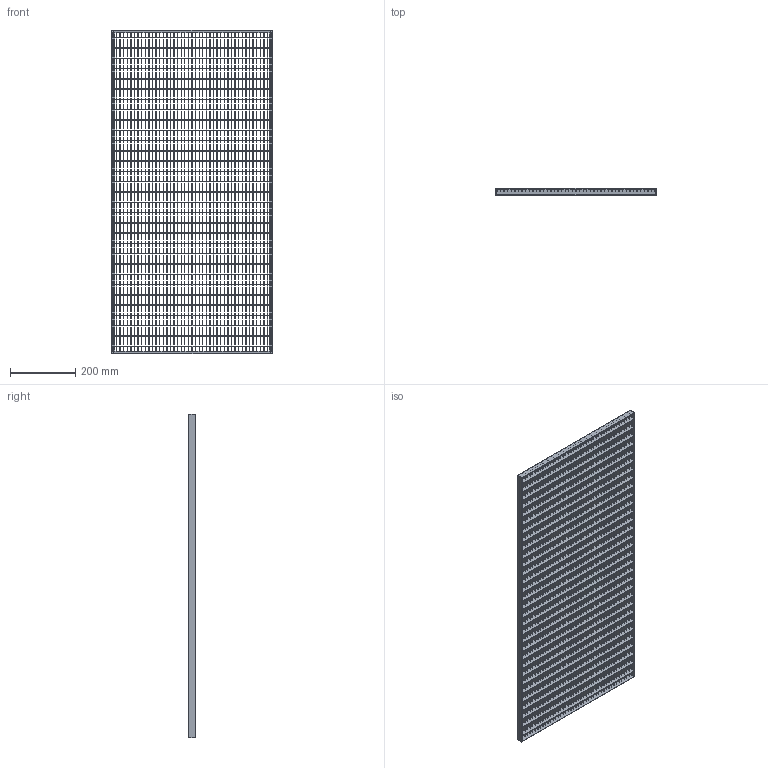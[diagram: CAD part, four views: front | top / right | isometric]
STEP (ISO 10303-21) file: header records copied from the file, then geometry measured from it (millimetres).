
FILE_DESCRIPTION (( 'STEP AP203' ), '1' );
FILE_NAME ('23-49993120-7.step', '2015-08-26T23:02:39', ( '' ), ( '' ), 'SwSTEP 2.0', 'SolidWorks 2015', '' );
FILE_SCHEMA (( 'CONFIG_CONTROL_DESIGN' ));
Products named in the file (1): 23-49993120-7
Bounding box: 490 x 20 x 990 mm (x, y, z)
Volume: 1021969 mm3; surface area: 1695397 mm2
Topology: 1 solids, 1 shells, 4828 faces, 18596 edges, 12392 vertices
Faces by surface type: plane 4828
Entity records: 196547 total; most frequent: ORIENTED_EDGE 37192, CARTESIAN_POINT 35835, DIRECTION 28248, EDGE_CURVE 18596, VECTOR 18590, LINE 18590, VERTEX_POINT 12392, EDGE_LOOP 6266
